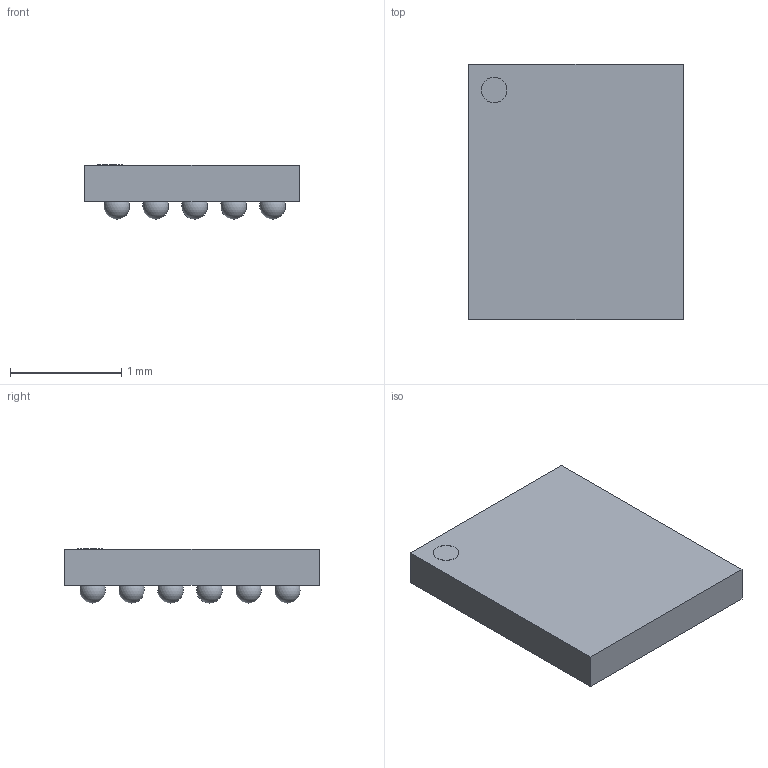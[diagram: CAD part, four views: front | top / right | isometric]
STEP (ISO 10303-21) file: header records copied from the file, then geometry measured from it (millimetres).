
FILE_DESCRIPTION(/* description */ ('model of CSP-29_1.9268x2.2893mm_Layout5x6_P0.35mm_Offcenter'),/* implementation_level */ '2;1');
FILE_NAME(/* name */ 'CSP-29_1.9268x2.2893mm_Layout5x6_P0.35mm_Offcenter.step',/* time_stamp */ '1970-01-01T00:00:00',/* author */ ('KiCAD','kicad'),/* organization */ ('OCCT'),/* preprocessor_version */ '',/* originating_system */ 'KiCAD',/* authorisation */ '');
FILE_SCHEMA(('AUTOMOTIVE_DESIGN { 1 0 10303 214 1 1 1 1 }'));
Length unit declared in the file: millimetre
Products named in the file (1): CSP-29_1.9268x2.2893mm_Layout5x6_P0.35mm_Offcenter
Bounding box: 1.93 x 2.29 x 0.49 mm (x, y, z)
Volume: 1.6 mm3; surface area: 13.9 mm2
Topology: 1 solids, 1 shells, 37 faces, 102 edges, 68 vertices
Faces by surface type: sphere 29, plane 7, cylinder 1
Full cylindrical faces by diameter (mm): 0.229 x1
Entity records: 876 total; most frequent: CARTESIAN_POINT 129, ORIENTED_EDGE 110, AXIS2_PLACEMENT_3D 97, EDGE_CURVE 73, VERTEX_POINT 68, FACE_BOUND 67, EDGE_LOOP 67, CIRCLE 60
